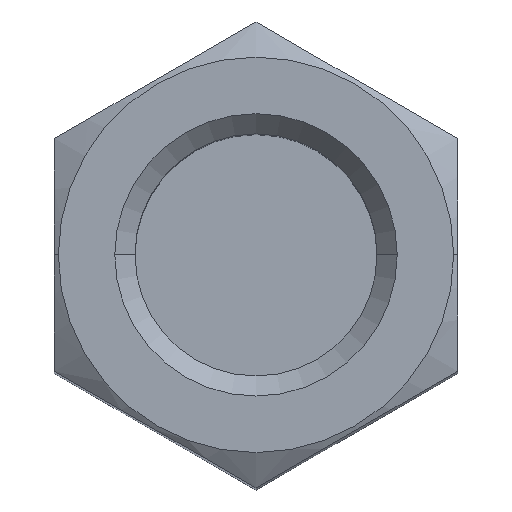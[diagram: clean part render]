
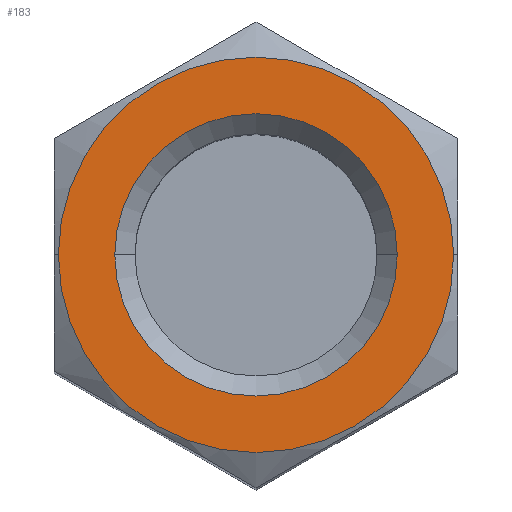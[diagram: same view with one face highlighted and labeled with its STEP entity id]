
A CAD part, top view. The second image highlights one B-rep face of the part: STEP entity #183.
In plain terms, the highlighted planar face has unit normal (0, 0, 1).
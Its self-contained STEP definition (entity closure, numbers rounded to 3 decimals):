
#26 = CIRCLE ( 'NONE', #282, 3.5 ) ;
#41 = CARTESIAN_POINT ( 'NONE',  ( -3.5, 0., 32. ) ) ;
#56 = ORIENTED_EDGE ( 'NONE', *, *, #287, .F. ) ;
#80 = EDGE_LOOP ( 'NONE', ( #598, #356 ) ) ;
#133 = CARTESIAN_POINT ( 'NONE',  ( 0., 0., 32. ) ) ;
#155 = CIRCLE ( 'NONE', #501, 4.9 ) ;
#172 = ORIENTED_EDGE ( 'NONE', *, *, #805, .F. ) ;
#183 = ADVANCED_FACE ( 'NONE', ( #477, #400 ), #769, .F. ) ;
#213 = AXIS2_PLACEMENT_3D ( 'NONE', #133, #663, #502 ) ;
#260 = DIRECTION ( 'NONE',  ( 1., 0., 0. ) ) ;
#262 = DIRECTION ( 'NONE',  ( 0., 0., 1. ) ) ;
#282 = AXIS2_PLACEMENT_3D ( 'NONE', #865, #706, #260 ) ;
#287 = EDGE_CURVE ( 'NONE', #779, #788, #26, .T. ) ;
#327 = DIRECTION ( 'NONE',  ( 1., 0., 0. ) ) ;
#333 = CIRCLE ( 'NONE', #440, 4.9 ) ;
#345 = EDGE_CURVE ( 'NONE', #553, #771, #155, .T. ) ;
#356 = ORIENTED_EDGE ( 'NONE', *, *, #345, .T. ) ;
#395 = CARTESIAN_POINT ( 'NONE',  ( 4.9, 0., 32. ) ) ;
#400 = FACE_OUTER_BOUND ( 'NONE', #80, .T. ) ;
#440 = AXIS2_PLACEMENT_3D ( 'NONE', #458, #539, #829 ) ;
#458 = CARTESIAN_POINT ( 'NONE',  ( 0., 0., 32. ) ) ;
#477 = FACE_BOUND ( 'NONE', #600, .T. ) ;
#500 = CARTESIAN_POINT ( 'NONE',  ( -4.9, 0., 32. ) ) ;
#501 = AXIS2_PLACEMENT_3D ( 'NONE', #644, #262, #327 ) ;
#502 = DIRECTION ( 'NONE',  ( 1., 0., 0. ) ) ;
#518 = AXIS2_PLACEMENT_3D ( 'NONE', #773, #835, #849 ) ;
#539 = DIRECTION ( 'NONE',  ( 0., 0., 1. ) ) ;
#553 = VERTEX_POINT ( 'NONE', #500 ) ;
#598 = ORIENTED_EDGE ( 'NONE', *, *, #778, .T. ) ;
#600 = EDGE_LOOP ( 'NONE', ( #56, #172 ) ) ;
#644 = CARTESIAN_POINT ( 'NONE',  ( 0., 0., 32. ) ) ;
#663 = DIRECTION ( 'NONE',  ( 0., 0., 1. ) ) ;
#706 = DIRECTION ( 'NONE',  ( 0., 0., 1. ) ) ;
#769 = PLANE ( 'NONE',  #518 ) ;
#771 = VERTEX_POINT ( 'NONE', #395 ) ;
#773 = CARTESIAN_POINT ( 'NONE',  ( 0., -5.774, 32. ) ) ;
#778 = EDGE_CURVE ( 'NONE', #771, #553, #333, .T. ) ;
#779 = VERTEX_POINT ( 'NONE', #907 ) ;
#788 = VERTEX_POINT ( 'NONE', #41 ) ;
#805 = EDGE_CURVE ( 'NONE', #788, #779, #868, .T. ) ;
#829 = DIRECTION ( 'NONE',  ( 1., 0., 0. ) ) ;
#835 = DIRECTION ( 'NONE',  ( 0., 0., -1. ) ) ;
#849 = DIRECTION ( 'NONE',  ( -1., 0., 0. ) ) ;
#865 = CARTESIAN_POINT ( 'NONE',  ( 0., 0., 32. ) ) ;
#868 = CIRCLE ( 'NONE', #213, 3.5 ) ;
#907 = CARTESIAN_POINT ( 'NONE',  ( 3.5, 0., 32. ) ) ;
